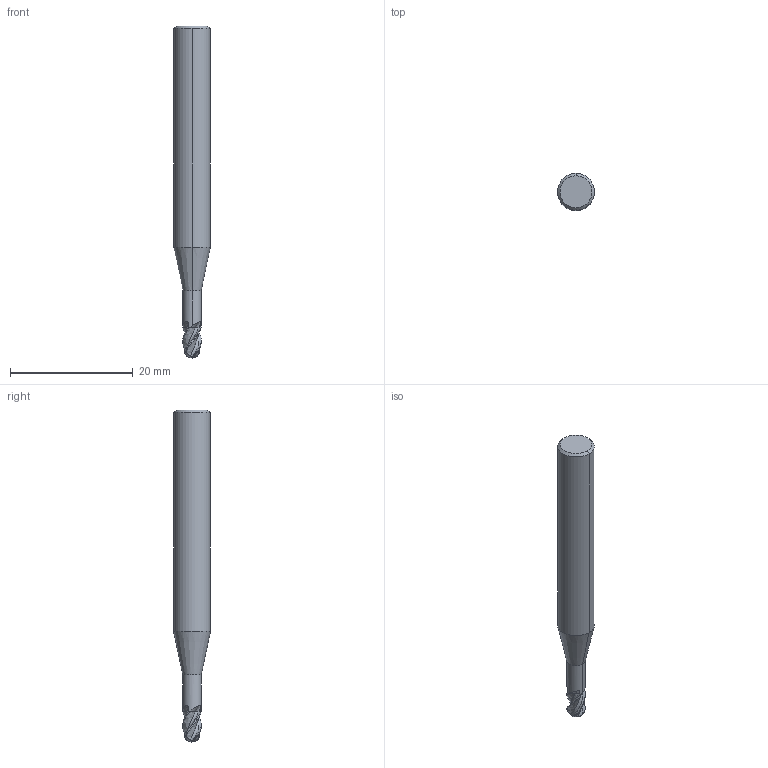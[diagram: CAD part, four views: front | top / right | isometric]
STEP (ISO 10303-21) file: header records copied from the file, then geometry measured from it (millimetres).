
FILE_DESCRIPTION(('no description'),'unknown implementation level');
FILE_NAME('K203383-3-Detail.stp',' ',('CIMSOURCE GmbH'),('CADClick - KiM GmbH - www.kimweb.de'),'unknown preprocess','ACIS','unknown authorization');
FILE_SCHEMA(('automotive_design'));
Length unit declared in the file: millimetre
Products named in the file (2): NOCUT; CUT
Bounding box: 6 x 6 x 54 mm (x, y, z)
Volume: 1191.3 mm3; surface area: 921.4 mm2
Topology: 2 solids, 2 shells, 75 faces, 200 edges, 129 vertices
Faces by surface type: revolution 16, bspline 16, cone 14, sphere 14, plane 11, cylinder 4
Entity records: 8392 total; most frequent: CARTESIAN_POINT 4400, STYLED_ITEM 406, PRESENTATION_STYLE_ASSIGNMENT 406, COLOUR_RGB 406, ORIENTED_EDGE 400, DIRECTION 296, EDGE_CURVE 200, CURVE_STYLE 200
